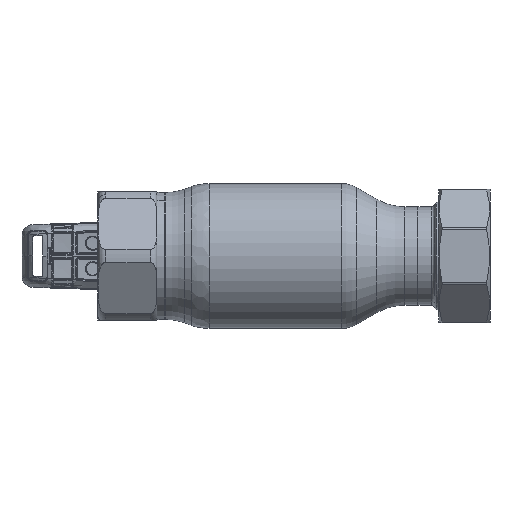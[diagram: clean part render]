
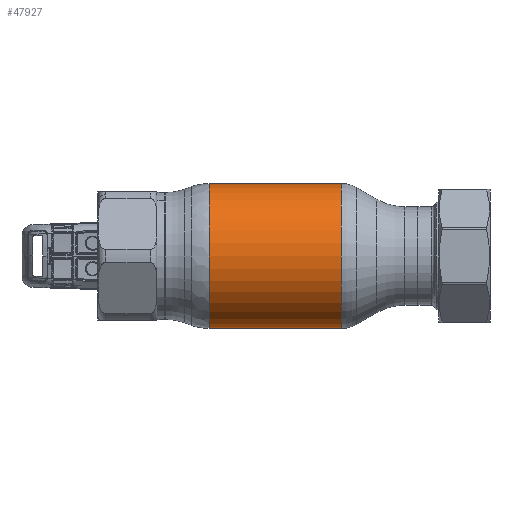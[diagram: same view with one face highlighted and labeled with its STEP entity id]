
A CAD part, front view. The second image highlights one B-rep face of the part: STEP entity #47927.
In plain terms, the highlighted cylindrical face has radius 28.25 mm (diameter 56.5 mm), a partial arc.
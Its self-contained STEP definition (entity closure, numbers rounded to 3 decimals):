
#273 = LINE ( 'NONE', #53468, #23971 ) ;
#2072 = ORIENTED_EDGE ( 'NONE', *, *, #29063, .T. ) ;
#2104 = DIRECTION ( 'NONE',  ( 0., 0., -1. ) ) ;
#4571 = VERTEX_POINT ( 'NONE', #27350 ) ;
#4955 = CARTESIAN_POINT ( 'NONE',  ( 62.69, 0., -28.25 ) ) ;
#5619 = EDGE_LOOP ( 'NONE', ( #7611, #2072, #12007, #48851 ) ) ;
#6099 = AXIS2_PLACEMENT_3D ( 'NONE', #54959, #21170, #2104 ) ;
#7611 = ORIENTED_EDGE ( 'NONE', *, *, #22515, .F. ) ;
#7614 = DIRECTION ( 'NONE',  ( 1., 0., 0. ) ) ;
#10922 = CARTESIAN_POINT ( 'NONE',  ( 62.69, 0., 0. ) ) ;
#11143 = EDGE_CURVE ( 'NONE', #4571, #23759, #43971, .T. ) ;
#12007 = ORIENTED_EDGE ( 'NONE', *, *, #54470, .T. ) ;
#12412 = DIRECTION ( 'NONE',  ( 0., 0., -1. ) ) ;
#18513 = CARTESIAN_POINT ( 'NONE',  ( 24.785, 0., -28.25 ) ) ;
#19174 = LINE ( 'NONE', #4955, #34708 ) ;
#21170 = DIRECTION ( 'NONE',  ( 1., 0., 0. ) ) ;
#22515 = EDGE_CURVE ( 'NONE', #52544, #4571, #273, .T. ) ;
#23289 = VERTEX_POINT ( 'NONE', #57276 ) ;
#23759 = VERTEX_POINT ( 'NONE', #18513 ) ;
#23971 = VECTOR ( 'NONE', #44146, 1000. ) ;
#25879 = CARTESIAN_POINT ( 'NONE',  ( -26.673, 0., 0. ) ) ;
#27350 = CARTESIAN_POINT ( 'NONE',  ( 24.785, 0., 28.25 ) ) ;
#29063 = EDGE_CURVE ( 'NONE', #52544, #23289, #44951, .T. ) ;
#29446 = CARTESIAN_POINT ( 'NONE',  ( -26.673, 0., 28.25 ) ) ;
#31950 = FACE_OUTER_BOUND ( 'NONE', #5619, .T. ) ;
#34708 = VECTOR ( 'NONE', #42913, 1000. ) ;
#38603 = AXIS2_PLACEMENT_3D ( 'NONE', #25879, #7614, #12412 ) ;
#42913 = DIRECTION ( 'NONE',  ( 1., 0., 0. ) ) ;
#43971 = CIRCLE ( 'NONE', #6099, 28.25 ) ;
#44146 = DIRECTION ( 'NONE',  ( 1., 0., 0. ) ) ;
#44951 = CIRCLE ( 'NONE', #38603, 28.25 ) ;
#47927 = ADVANCED_FACE ( 'NONE', ( #31950 ), #49869, .T. ) ;
#48851 = ORIENTED_EDGE ( 'NONE', *, *, #11143, .F. ) ;
#49869 = CYLINDRICAL_SURFACE ( 'NONE', #52093, 28.25 ) ;
#52093 = AXIS2_PLACEMENT_3D ( 'NONE', #10922, #58829, #54237 ) ;
#52544 = VERTEX_POINT ( 'NONE', #29446 ) ;
#53468 = CARTESIAN_POINT ( 'NONE',  ( 62.69, 0., 28.25 ) ) ;
#54237 = DIRECTION ( 'NONE',  ( 0., 0., -1. ) ) ;
#54470 = EDGE_CURVE ( 'NONE', #23289, #23759, #19174, .T. ) ;
#54959 = CARTESIAN_POINT ( 'NONE',  ( 24.785, 0., 0. ) ) ;
#57276 = CARTESIAN_POINT ( 'NONE',  ( -26.673, 0., -28.25 ) ) ;
#58829 = DIRECTION ( 'NONE',  ( 1., 0., 0. ) ) ;
